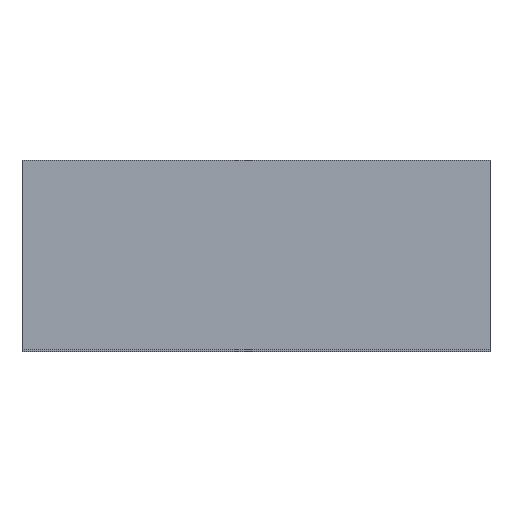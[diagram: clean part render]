
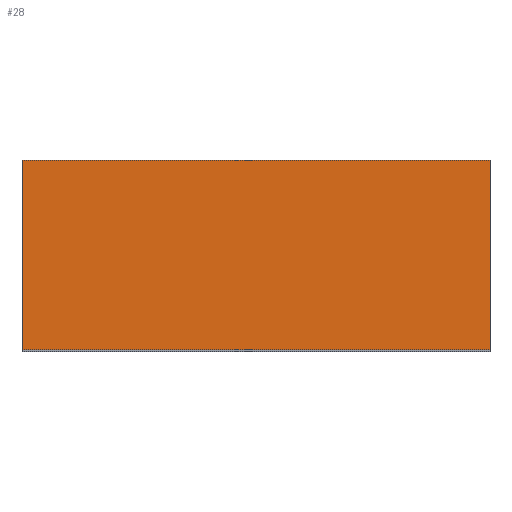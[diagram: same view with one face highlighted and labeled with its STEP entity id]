
A CAD part, top view. The second image highlights one B-rep face of the part: STEP entity #28.
In plain terms, the highlighted planar face has unit normal (0, 0, 1).
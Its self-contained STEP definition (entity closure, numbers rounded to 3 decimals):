
#28 = ADVANCED_FACE ( 'NONE', ( #320 ), #630, .F. ) ;
#55 = VERTEX_POINT ( 'NONE', #360 ) ;
#99 = ORIENTED_EDGE ( 'NONE', *, *, #294, .T. ) ;
#107 = DIRECTION ( 'NONE',  ( -1., 0., 0. ) ) ;
#143 = CARTESIAN_POINT ( 'NONE',  ( 1.05, -0.425, 2.25 ) ) ;
#163 = CARTESIAN_POINT ( 'NONE',  ( -1.05, 0.425, 2.25 ) ) ;
#213 = VECTOR ( 'NONE', #340, 1000. ) ;
#262 = VERTEX_POINT ( 'NONE', #431 ) ;
#274 = AXIS2_PLACEMENT_3D ( 'NONE', #305, #634, #576 ) ;
#294 = EDGE_CURVE ( 'NONE', #722, #55, #417, .T. ) ;
#299 = EDGE_LOOP ( 'NONE', ( #590, #99, #355, #396 ) ) ;
#305 = CARTESIAN_POINT ( 'NONE',  ( 0., 0., 2.25 ) ) ;
#307 = EDGE_CURVE ( 'NONE', #55, #262, #529, .T. ) ;
#320 = FACE_OUTER_BOUND ( 'NONE', #299, .T. ) ;
#340 = DIRECTION ( 'NONE',  ( 1., 0., 0. ) ) ;
#355 = ORIENTED_EDGE ( 'NONE', *, *, #307, .T. ) ;
#360 = CARTESIAN_POINT ( 'NONE',  ( -1.05, 0.425, 2.25 ) ) ;
#369 = LINE ( 'NONE', #395, #213 ) ;
#377 = EDGE_CURVE ( 'NONE', #262, #687, #369, .T. ) ;
#395 = CARTESIAN_POINT ( 'NONE',  ( -1.05, -0.425, 2.25 ) ) ;
#396 = ORIENTED_EDGE ( 'NONE', *, *, #377, .T. ) ;
#409 = DIRECTION ( 'NONE',  ( 0., -1., 0. ) ) ;
#417 = LINE ( 'NONE', #163, #686 ) ;
#431 = CARTESIAN_POINT ( 'NONE',  ( -1.05, -0.425, 2.25 ) ) ;
#466 = VECTOR ( 'NONE', #536, 1000. ) ;
#478 = LINE ( 'NONE', #489, #466 ) ;
#489 = CARTESIAN_POINT ( 'NONE',  ( 1.05, -0.425, 2.25 ) ) ;
#514 = VECTOR ( 'NONE', #409, 1000. ) ;
#529 = LINE ( 'NONE', #565, #514 ) ;
#536 = DIRECTION ( 'NONE',  ( 0., 1., 0. ) ) ;
#565 = CARTESIAN_POINT ( 'NONE',  ( -1.05, -0.425, 2.25 ) ) ;
#576 = DIRECTION ( 'NONE',  ( -1., 0., 0. ) ) ;
#590 = ORIENTED_EDGE ( 'NONE', *, *, #680, .T. ) ;
#630 = PLANE ( 'NONE',  #274 ) ;
#634 = DIRECTION ( 'NONE',  ( 0., 0., -1. ) ) ;
#649 = CARTESIAN_POINT ( 'NONE',  ( 1.05, 0.425, 2.25 ) ) ;
#680 = EDGE_CURVE ( 'NONE', #687, #722, #478, .T. ) ;
#686 = VECTOR ( 'NONE', #107, 1000. ) ;
#687 = VERTEX_POINT ( 'NONE', #143 ) ;
#722 = VERTEX_POINT ( 'NONE', #649 ) ;
